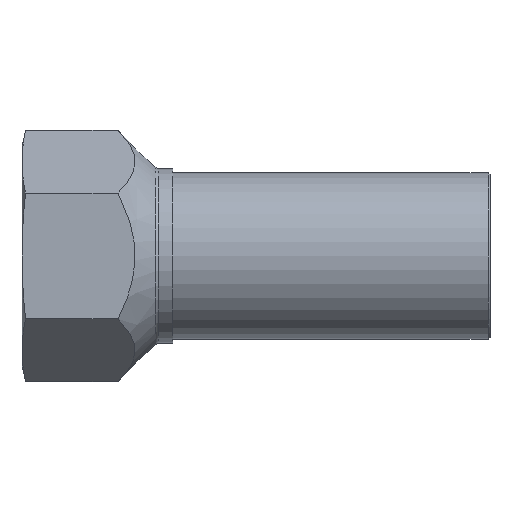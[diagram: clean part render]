
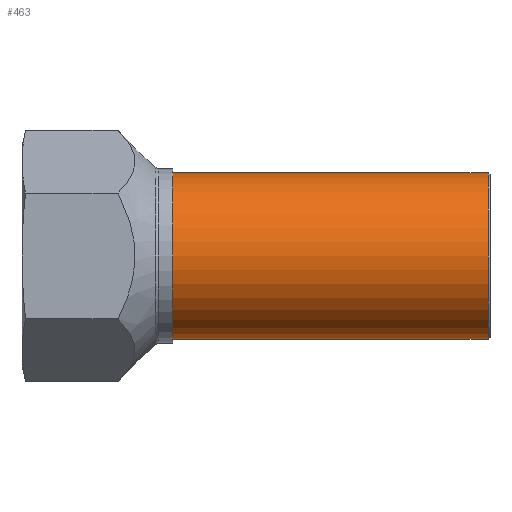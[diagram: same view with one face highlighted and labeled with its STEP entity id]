
A CAD part, front view. The second image highlights one B-rep face of the part: STEP entity #463.
In plain terms, the highlighted cylindrical face has radius 21 mm (diameter 42 mm), a full revolution.
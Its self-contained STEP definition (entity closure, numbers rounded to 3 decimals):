
#36=CYLINDRICAL_SURFACE('',#519,21.);
#44=LINE('',#741,#62);
#62=VECTOR('',#601,21.);
#98=FACE_OUTER_BOUND('',#129,.T.);
#129=EDGE_LOOP('',(#323,#324,#325,#326));
#161=CIRCLE('',#518,21.);
#162=CIRCLE('',#520,21.);
#195=VERTEX_POINT('',#736);
#196=VERTEX_POINT('',#740);
#244=EDGE_CURVE('',#195,#195,#161,.T.);
#245=EDGE_CURVE('',#195,#196,#44,.T.);
#246=EDGE_CURVE('',#196,#196,#162,.T.);
#323=ORIENTED_EDGE('',*,*,#244,.F.);
#324=ORIENTED_EDGE('',*,*,#245,.T.);
#325=ORIENTED_EDGE('',*,*,#246,.F.);
#326=ORIENTED_EDGE('',*,*,#245,.F.);
#463=ADVANCED_FACE('',(#98),#36,.T.);
#518=AXIS2_PLACEMENT_3D('',#738,#597,#598);
#519=AXIS2_PLACEMENT_3D('',#739,#599,#600);
#520=AXIS2_PLACEMENT_3D('',#742,#602,#603);
#597=DIRECTION('center_axis',(1.,0.,0.));
#598=DIRECTION('ref_axis',(0.,0.,-1.));
#599=DIRECTION('center_axis',(1.,0.,0.));
#600=DIRECTION('ref_axis',(0.,0.,-1.));
#601=DIRECTION('',(-1.,0.,0.));
#602=DIRECTION('center_axis',(-1.,0.,0.));
#603=DIRECTION('ref_axis',(0.,0.,-1.));
#736=CARTESIAN_POINT('',(79.5,0.,21.));
#738=CARTESIAN_POINT('Origin',(79.5,0.,0.));
#739=CARTESIAN_POINT('Origin',(0.,0.,0.));
#740=CARTESIAN_POINT('',(0.,0.,21.));
#741=CARTESIAN_POINT('',(0.,0.,21.));
#742=CARTESIAN_POINT('Origin',(0.,0.,0.));
